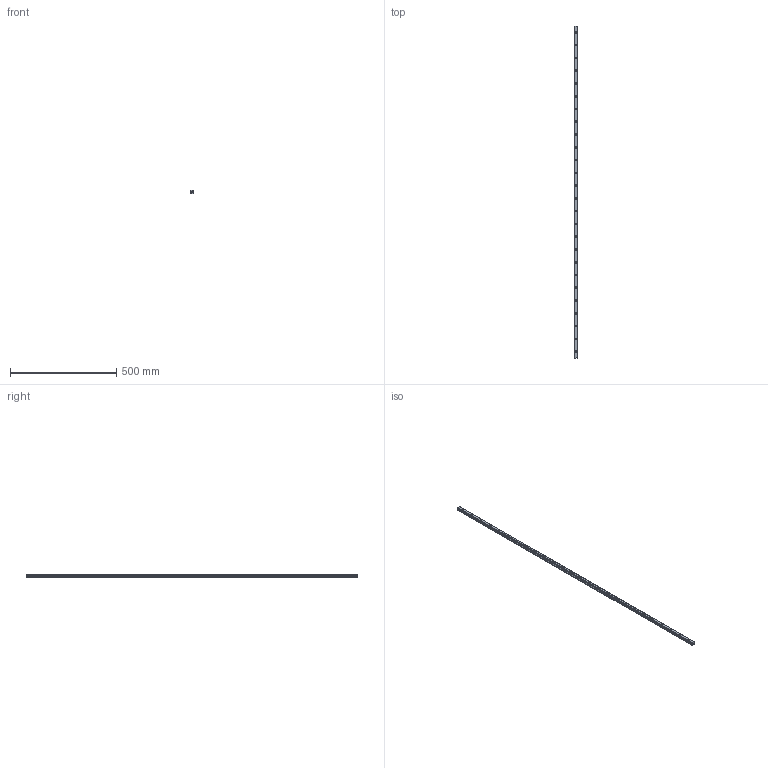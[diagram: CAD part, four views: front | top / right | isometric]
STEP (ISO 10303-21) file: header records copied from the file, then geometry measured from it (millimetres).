
FILE_DESCRIPTION(('STEP AP214'),'1');
FILE_NAME('cctmp_CCDC0D64-1925-423A-98C6-540F7FD015A0_2020_4_23_10_44_27_88..stp','2020-04-23T08:44:27',('HIWIN GmbH'),('CADClick - www.CADClick.com'),'Spatial InterOp 3D',' ','unknown authorization');
FILE_SCHEMA(('AUTOMOTIVE_DESIGN'));
Length unit declared in the file: millimetre
Products named in the file (1): HGR15R1560H_FILE
Bounding box: 15 x 1560 x 15 mm (x, y, z)
Volume: 286622.3 mm3; surface area: 104034.9 mm2
Topology: 1 solids, 1 shells, 349 faces, 795 edges, 530 vertices
Faces by surface type: cylinder 182, plane 167
Entity records: 12769 total; most frequent: DIRECTION 1859, CARTESIAN_POINT 1675, ORIENTED_EDGE 1590, EDGE_CURVE 795, AXIS2_PLACEMENT_3D 714, VERTEX_POINT 530, EDGE_LOOP 431, LINE 431
